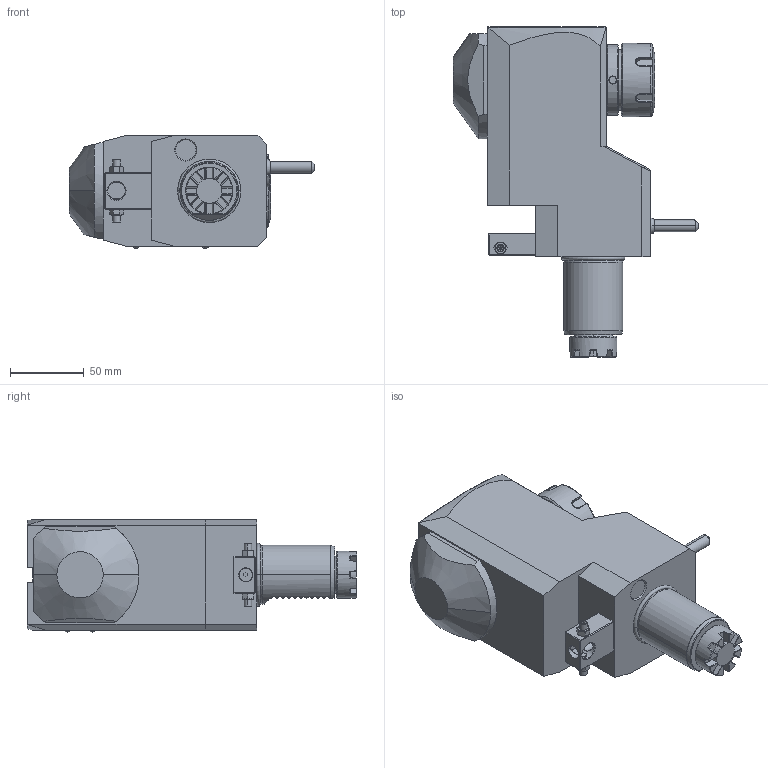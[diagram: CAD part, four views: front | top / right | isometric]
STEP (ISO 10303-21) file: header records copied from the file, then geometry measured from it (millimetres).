
FILE_DESCRIPTION((''),'2;1');
FILE_NAME('NGT1_40_441_32_2_1_120','2017-03-13T',('vali'),('NOVA GRUP'),'PRO/ENGINEER BY PARAMETRIC TECHNOLOGY CORPORATION, 2010280','PRO/ENGINEER BY PARAMETRIC TECHNOLOGY CORPORATION, 2010280','');
FILE_SCHEMA(('CONFIG_CONTROL_DESIGN'));
Length unit declared in the file: millimetre
Products named in the file (1): NGT1_40_441_32_2_1_120
Bounding box: 166.5 x 224 x 76.6 mm (x, y, z)
Volume: 1201207.6 mm3; surface area: 89432.1 mm2
Topology: 1 solids, 1 shells, 500 faces, 1305 edges, 820 vertices
Faces by surface type: plane 239, cylinder 94, cone 87, bspline 58, torus 14, sphere 6, extrusion 2
Entity records: 21007 total; most frequent: CARTESIAN_POINT 9688, ORIENTED_EDGE 2578, DIRECTION 1959, EDGE_CURVE 1289, VERTEX_POINT 820, AXIS2_PLACEMENT_3D 689, VECTOR 581, LINE 579
